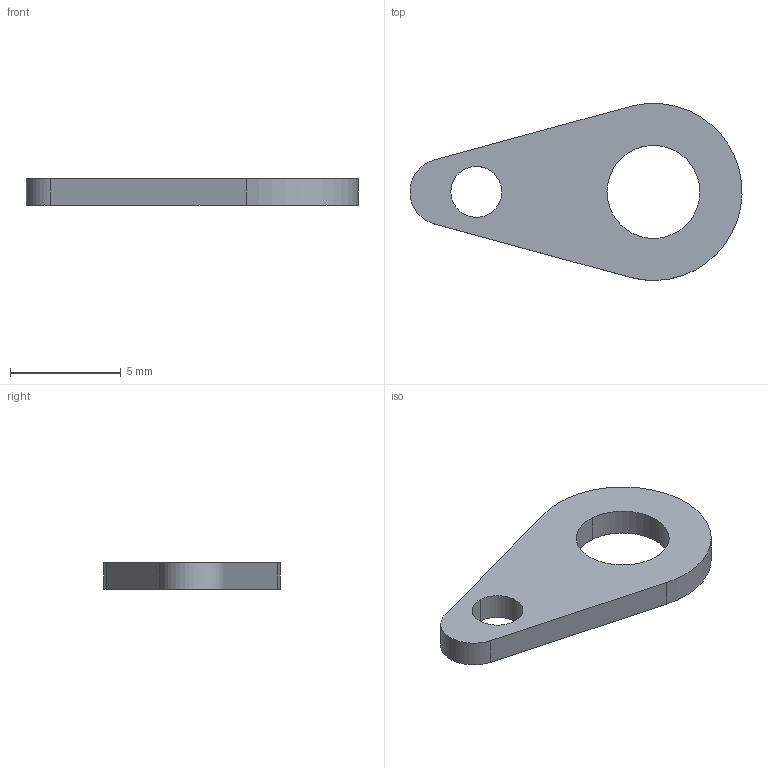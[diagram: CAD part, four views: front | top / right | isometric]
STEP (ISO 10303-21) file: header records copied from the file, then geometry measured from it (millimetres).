
FILE_DESCRIPTION((''),'2;1');
FILE_NAME('','2005-12-14T15:38:55',(''),(''),'','CADfix','');
FILE_SCHEMA(('AUTOMOTIVE_DESIGN'));
Length unit declared in the file: millimetre
Products named in the file (1): terminal
Bounding box: 15 x 7.99 x 1.2 mm (x, y, z)
Volume: 77.6 mm3; surface area: 198.3 mm2
Topology: 1 solids, 1 shells, 10 faces, 32 edges, 24 vertices
Faces by surface type: bspline 10
Entity records: 409 total; most frequent: CARTESIAN_POINT 213, ORIENTED_EDGE 64, EDGE_CURVE 32, VERTEX_POINT 24, EDGE_LOOP 14, QUASI_UNIFORM_CURVE 12, FACE_OUTER_BOUND 10, ADVANCED_FACE 10
